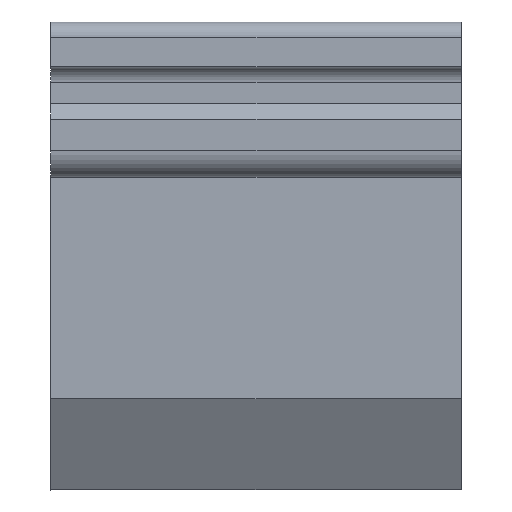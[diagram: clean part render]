
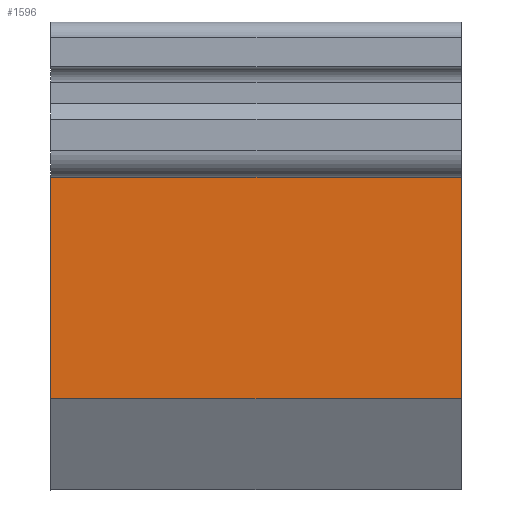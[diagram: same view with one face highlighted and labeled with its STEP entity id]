
A CAD part, front view. The second image highlights one B-rep face of the part: STEP entity #1596.
In plain terms, the highlighted planar face has unit normal (0, -1, 0).
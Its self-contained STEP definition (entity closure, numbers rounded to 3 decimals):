
#1578=AXIS2_PLACEMENT_3D('Plane Axis2P3D',#1575,#1576,#1577) ;
#1468=CARTESIAN_POINT('Vertex',(7.8,2.15,5.95)) ;
#1475=CARTESIAN_POINT('Vertex',(0.,2.15,5.95)) ;
#1478=CARTESIAN_POINT('Line Origine',(3.9,2.15,5.95)) ;
#1544=CARTESIAN_POINT('Vertex',(7.8,2.15,1.732)) ;
#1549=CARTESIAN_POINT('Line Origine',(3.9,2.15,1.732)) ;
#1553=CARTESIAN_POINT('Vertex',(0.,2.15,1.732)) ;
#1575=CARTESIAN_POINT('Axis2P3D Location',(7.8,2.15,1.732)) ;
#1580=CARTESIAN_POINT('Line Origine',(7.8,2.15,3.841)) ;
#1585=CARTESIAN_POINT('Line Origine',(0.,2.15,3.841)) ;
#1479=DIRECTION('Vector Direction',(-1.,0.,0.)) ;
#1550=DIRECTION('Vector Direction',(-1.,0.,0.)) ;
#1576=DIRECTION('Axis2P3D Direction',(0.,-1.,0.)) ;
#1577=DIRECTION('Axis2P3D XDirection',(0.,0.,1.)) ;
#1581=DIRECTION('Vector Direction',(0.,0.,1.)) ;
#1586=DIRECTION('Vector Direction',(0.,0.,1.)) ;
#1480=VECTOR('Line Direction',#1479,1.) ;
#1551=VECTOR('Line Direction',#1550,1.) ;
#1582=VECTOR('Line Direction',#1581,1.) ;
#1587=VECTOR('Line Direction',#1586,1.) ;
#1591=ORIENTED_EDGE('',*,*,#1584,.F.) ;
#1592=ORIENTED_EDGE('',*,*,#1482,.T.) ;
#1593=ORIENTED_EDGE('',*,*,#1589,.F.) ;
#1594=ORIENTED_EDGE('',*,*,#1555,.F.) ;
#1596=ADVANCED_FACE('Koerper.2',(#1595),#1579,.T.) ;
#1482=EDGE_CURVE('',#1469,#1476,#1481,.T.) ;
#1555=EDGE_CURVE('',#1545,#1554,#1552,.T.) ;
#1584=EDGE_CURVE('',#1469,#1545,#1583,.F.) ;
#1589=EDGE_CURVE('',#1554,#1476,#1588,.T.) ;
#1590=EDGE_LOOP('',(#1591,#1592,#1593,#1594)) ;
#1595=FACE_OUTER_BOUND('',#1590,.T.) ;
#1481=LINE('Line',#1478,#1480) ;
#1552=LINE('Line',#1549,#1551) ;
#1583=LINE('Line',#1580,#1582) ;
#1588=LINE('Line',#1585,#1587) ;
#1579=PLANE('',#1578) ;
#1469=VERTEX_POINT('',#1468) ;
#1476=VERTEX_POINT('',#1475) ;
#1545=VERTEX_POINT('',#1544) ;
#1554=VERTEX_POINT('',#1553) ;
